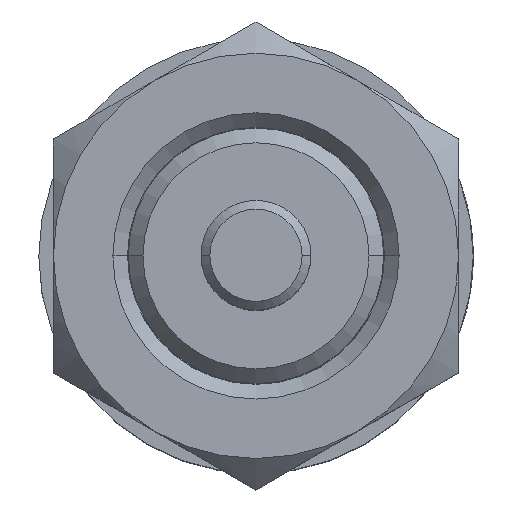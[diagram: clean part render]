
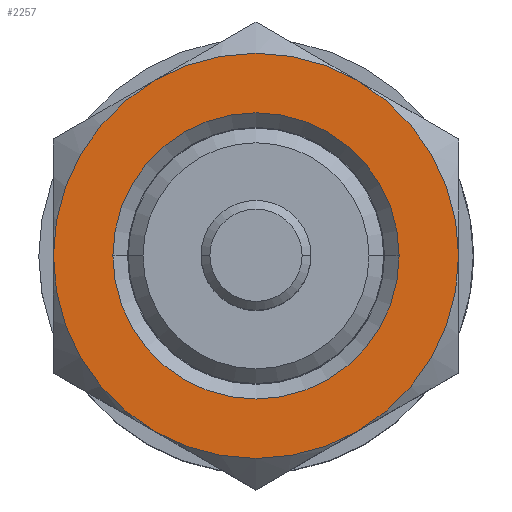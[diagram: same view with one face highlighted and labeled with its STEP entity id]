
A CAD part, top view. The second image highlights one B-rep face of the part: STEP entity #2257.
In plain terms, the highlighted planar face has unit normal (0, 0, 1).
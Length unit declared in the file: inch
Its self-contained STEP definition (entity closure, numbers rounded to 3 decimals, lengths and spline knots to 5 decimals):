
#16 = CIRCLE ( 'NONE', #133, 0.345 ) ;
#107 = DIRECTION ( 'NONE',  ( 0., 0., -1. ) ) ;
#122 = CARTESIAN_POINT ( 'NONE',  ( 0.1725, 0.29878, 0.125 ) ) ;
#133 = AXIS2_PLACEMENT_3D ( 'NONE', #2534, #1167, #2761 ) ;
#221 = EDGE_CURVE ( 'NONE', #1805, #320, #1783, .T. ) ;
#234 = CIRCLE ( 'NONE', #2832, 0.345 ) ;
#320 = VERTEX_POINT ( 'NONE', #464 ) ;
#345 = CARTESIAN_POINT ( 'NONE',  ( -0.24375, 0., 0.125 ) ) ;
#423 = CIRCLE ( 'NONE', #2722, 0.345 ) ;
#453 = DIRECTION ( 'NONE',  ( 0., 0., -1. ) ) ;
#464 = CARTESIAN_POINT ( 'NONE',  ( -0.1725, -0.29878, 0.125 ) ) ;
#528 = CARTESIAN_POINT ( 'NONE',  ( 0., 0., 0.125 ) ) ;
#630 = DIRECTION ( 'NONE',  ( -1., 0., 0. ) ) ;
#635 = VERTEX_POINT ( 'NONE', #345 ) ;
#680 = AXIS2_PLACEMENT_3D ( 'NONE', #2113, #750, #2355 ) ;
#750 = DIRECTION ( 'NONE',  ( 0., 0., -1. ) ) ;
#769 = CARTESIAN_POINT ( 'NONE',  ( 0.345, 0., 0.125 ) ) ;
#770 = DIRECTION ( 'NONE',  ( -1., 0., 0. ) ) ;
#811 = CARTESIAN_POINT ( 'NONE',  ( 0., 0., 0.125 ) ) ;
#825 = FACE_BOUND ( 'NONE', #2128, .T. ) ;
#836 = VERTEX_POINT ( 'NONE', #2085 ) ;
#858 = AXIS2_PLACEMENT_3D ( 'NONE', #1561, #2008, #630 ) ;
#891 = EDGE_CURVE ( 'NONE', #635, #836, #2963, .T. ) ;
#910 = CARTESIAN_POINT ( 'NONE',  ( -0.345, 0., 0.125 ) ) ;
#965 = VERTEX_POINT ( 'NONE', #769 ) ;
#1048 = DIRECTION ( 'NONE',  ( -1., 0., 0. ) ) ;
#1111 = EDGE_CURVE ( 'NONE', #1212, #1679, #2742, .T. ) ;
#1167 = DIRECTION ( 'NONE',  ( 0., 0., -1. ) ) ;
#1197 = CARTESIAN_POINT ( 'NONE',  ( 0., 0., 0.125 ) ) ;
#1212 = VERTEX_POINT ( 'NONE', #2590 ) ;
#1389 = DIRECTION ( 'NONE',  ( 0., 0., -1. ) ) ;
#1424 = DIRECTION ( 'NONE',  ( 1., 0., 0. ) ) ;
#1511 = CARTESIAN_POINT ( 'NONE',  ( 0., 0., 0.125 ) ) ;
#1561 = CARTESIAN_POINT ( 'NONE',  ( 0., 0.39837, 0.125 ) ) ;
#1626 = EDGE_CURVE ( 'NONE', #965, #1805, #423, .T. ) ;
#1679 = VERTEX_POINT ( 'NONE', #122 ) ;
#1735 = DIRECTION ( 'NONE',  ( -1., 0., 0. ) ) ;
#1783 = CIRCLE ( 'NONE', #2073, 0.345 ) ;
#1784 = ORIENTED_EDGE ( 'NONE', *, *, #1981, .F. ) ;
#1805 = VERTEX_POINT ( 'NONE', #2939 ) ;
#1835 = CIRCLE ( 'NONE', #2082, 0.345 ) ;
#1843 = CARTESIAN_POINT ( 'NONE',  ( 0., 0., 0.125 ) ) ;
#1917 = VERTEX_POINT ( 'NONE', #910 ) ;
#1981 = EDGE_CURVE ( 'NONE', #320, #1917, #16, .T. ) ;
#2008 = DIRECTION ( 'NONE',  ( 0., 0., -1. ) ) ;
#2067 = DIRECTION ( 'NONE',  ( -1., 0., 0. ) ) ;
#2073 = AXIS2_PLACEMENT_3D ( 'NONE', #2751, #1389, #2989 ) ;
#2075 = EDGE_LOOP ( 'NONE', ( #2691, #1784, #2202, #2175, #2500, #2458 ) ) ;
#2082 = AXIS2_PLACEMENT_3D ( 'NONE', #1197, #2792, #1424 ) ;
#2085 = CARTESIAN_POINT ( 'NONE',  ( 0.24375, 0., 0.125 ) ) ;
#2113 = CARTESIAN_POINT ( 'NONE',  ( 0., 0., 0.125 ) ) ;
#2128 = EDGE_LOOP ( 'NONE', ( #2972, #2952 ) ) ;
#2138 = DIRECTION ( 'NONE',  ( 0., 0., -1. ) ) ;
#2167 = EDGE_CURVE ( 'NONE', #836, #635, #2186, .T. ) ;
#2175 = ORIENTED_EDGE ( 'NONE', *, *, #1626, .F. ) ;
#2186 = CIRCLE ( 'NONE', #2298, 0.24375 ) ;
#2202 = ORIENTED_EDGE ( 'NONE', *, *, #221, .F. ) ;
#2257 = ADVANCED_FACE ( 'NONE', ( #825, #2518 ), #2462, .F. ) ;
#2298 = AXIS2_PLACEMENT_3D ( 'NONE', #811, #2420, #1048 ) ;
#2355 = DIRECTION ( 'NONE',  ( -1., 0., 0. ) ) ;
#2420 = DIRECTION ( 'NONE',  ( 0., 0., -1. ) ) ;
#2458 = ORIENTED_EDGE ( 'NONE', *, *, #1111, .F. ) ;
#2462 = PLANE ( 'NONE',  #858 ) ;
#2486 = EDGE_CURVE ( 'NONE', #1917, #1212, #234, .T. ) ;
#2500 = ORIENTED_EDGE ( 'NONE', *, *, #2848, .T. ) ;
#2518 = FACE_OUTER_BOUND ( 'NONE', #2075, .T. ) ;
#2534 = CARTESIAN_POINT ( 'NONE',  ( 0., 0., 0.125 ) ) ;
#2590 = CARTESIAN_POINT ( 'NONE',  ( -0.1725, 0.29878, 0.125 ) ) ;
#2688 = AXIS2_PLACEMENT_3D ( 'NONE', #1843, #453, #2067 ) ;
#2691 = ORIENTED_EDGE ( 'NONE', *, *, #2486, .F. ) ;
#2722 = AXIS2_PLACEMENT_3D ( 'NONE', #1511, #107, #1735 ) ;
#2742 = CIRCLE ( 'NONE', #2688, 0.345 ) ;
#2751 = CARTESIAN_POINT ( 'NONE',  ( 0., 0., 0.125 ) ) ;
#2761 = DIRECTION ( 'NONE',  ( -1., 0., 0. ) ) ;
#2792 = DIRECTION ( 'NONE',  ( 0., 0., 1. ) ) ;
#2832 = AXIS2_PLACEMENT_3D ( 'NONE', #528, #2138, #770 ) ;
#2848 = EDGE_CURVE ( 'NONE', #965, #1679, #1835, .T. ) ;
#2939 = CARTESIAN_POINT ( 'NONE',  ( 0.1725, -0.29878, 0.125 ) ) ;
#2952 = ORIENTED_EDGE ( 'NONE', *, *, #891, .T. ) ;
#2963 = CIRCLE ( 'NONE', #680, 0.24375 ) ;
#2972 = ORIENTED_EDGE ( 'NONE', *, *, #2167, .T. ) ;
#2989 = DIRECTION ( 'NONE',  ( -1., 0., 0. ) ) ;
